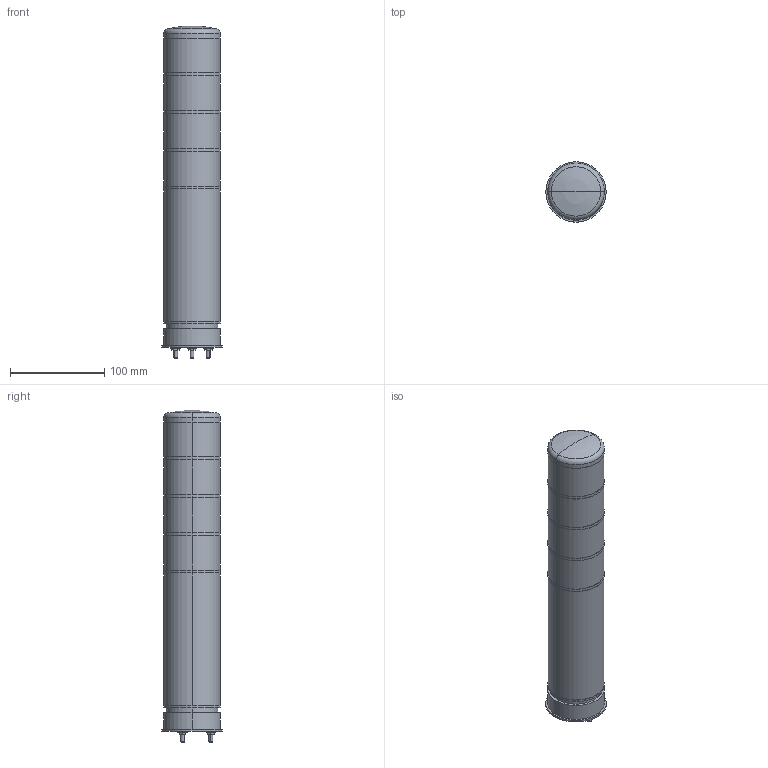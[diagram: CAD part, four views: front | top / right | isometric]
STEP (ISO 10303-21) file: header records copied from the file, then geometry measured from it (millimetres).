
FILE_DESCRIPTION(('starvars output'),'2;1');
FILE_NAME('XVC6M4K_3D.stp','19:39:05 2020/03/31',( 'Thomas Industrial Network Germany GmbH'),( 'Thomas Industrial Network Germany GmbH'),'unknown preprocess','ACIS' ,'unknown authorization');
FILE_SCHEMA(('AUTOMOTIVE_DESIGN_CC2 {UNKNOWN IMPLEMENTATION LEVEL}'));
Length unit declared in the file: millimetre
Products named in the file (1): PRODUCT_ID_9
Bounding box: 64 x 64 x 352 mm (x, y, z)
Volume: 941915.1 mm3; surface area: 71411.5 mm2
Topology: 1 solids, 1 shells, 94 faces, 200 edges, 129 vertices
Faces by surface type: plane 42, cylinder 42, cone 6, sphere 2, torus 2
Entity records: 3026 total; most frequent: ORIENTED_EDGE 396, CARTESIAN_POINT 350, DIRECTION 340, EDGE_CURVE 198, VERTEX_POINT 129, AXIS2_PLACEMENT_3D 119, EDGE_LOOP 117, FACE_BOUND 117
